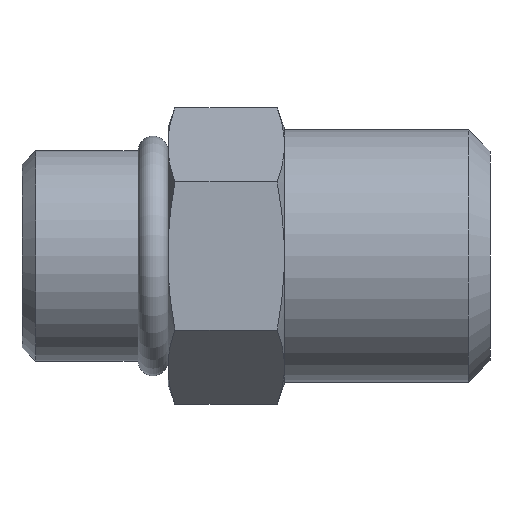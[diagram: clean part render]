
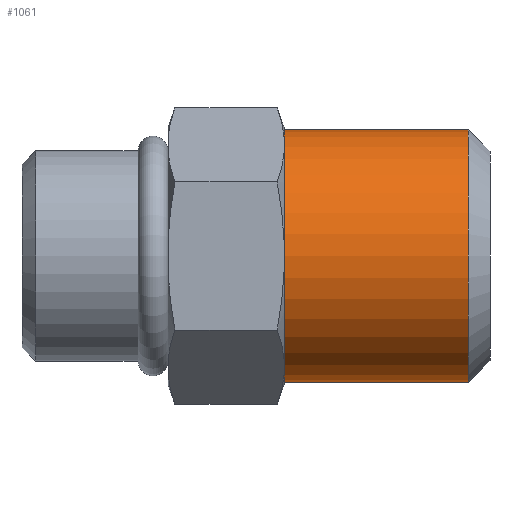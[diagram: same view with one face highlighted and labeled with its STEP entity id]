
A CAD part, left-side view. The second image highlights one B-rep face of the part: STEP entity #1061.
In plain terms, the highlighted cylindrical face has radius 8.572 mm (diameter 17.145 mm), a partial arc.
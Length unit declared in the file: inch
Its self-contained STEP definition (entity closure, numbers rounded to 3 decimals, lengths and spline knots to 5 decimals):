
#148=CARTESIAN_POINT('',(0.,0.0575,0.));
#149=DIRECTION('',(0.,-1.,0.));
#150=DIRECTION('',(0.,0.,1.));
#151=AXIS2_PLACEMENT_3D('',#148,#149,#150);
#178=DIRECTION('',(0.,1.,0.));
#179=VECTOR('',#178,0.4925);
#180=CARTESIAN_POINT('',(0.,0.0575,0.3375));
#181=LINE('',#180,#179);
#185=DIRECTION('',(0.,1.,0.));
#186=VECTOR('',#185,0.4925);
#187=CARTESIAN_POINT('',(0.,0.0575,-0.3375));
#188=LINE('',#187,#186);
#192=CARTESIAN_POINT('',(0.,0.55,0.));
#193=DIRECTION('',(0.,1.,0.));
#194=DIRECTION('',(0.,0.,-1.));
#195=AXIS2_PLACEMENT_3D('',#192,#193,#194);
#900=CARTESIAN_POINT('',(0.,0.55,-0.3375));
#901=CARTESIAN_POINT('',(0.,0.55,0.3375));
#902=VERTEX_POINT('',#900);
#903=VERTEX_POINT('',#901);
#952=CARTESIAN_POINT('',(0.,0.0575,0.3375));
#953=CARTESIAN_POINT('',(0.,0.0575,-0.3375));
#954=VERTEX_POINT('',#952);
#955=VERTEX_POINT('',#953);
#1049=CARTESIAN_POINT('',(0.,0.,0.));
#1050=DIRECTION('',(0.,-1.,0.));
#1051=DIRECTION('',(0.,0.,-1.));
#1052=AXIS2_PLACEMENT_3D('',#1049,#1050,#1051);
#1053=CYLINDRICAL_SURFACE('',#1052,0.3375);
#1054=ORIENTED_EDGE('',*,*,#1014,.T.);
#1055=ORIENTED_EDGE('',*,*,#1044,.T.);
#1057=ORIENTED_EDGE('',*,*,#1056,.T.);
#1058=ORIENTED_EDGE('',*,*,#1040,.F.);
#1059=EDGE_LOOP('',(#1054,#1055,#1057,#1058));
#1060=FACE_OUTER_BOUND('',#1059,.F.);
#1061=ADVANCED_FACE('',(#1060),#1053,.T.);
#152=CIRCLE('',#151,0.3375);
#196=CIRCLE('',#195,0.3375);
#1014=EDGE_CURVE('',#954,#955,#152,.T.);
#1040=EDGE_CURVE('',#954,#903,#181,.T.);
#1044=EDGE_CURVE('',#955,#902,#188,.T.);
#1056=EDGE_CURVE('',#902,#903,#196,.T.);
